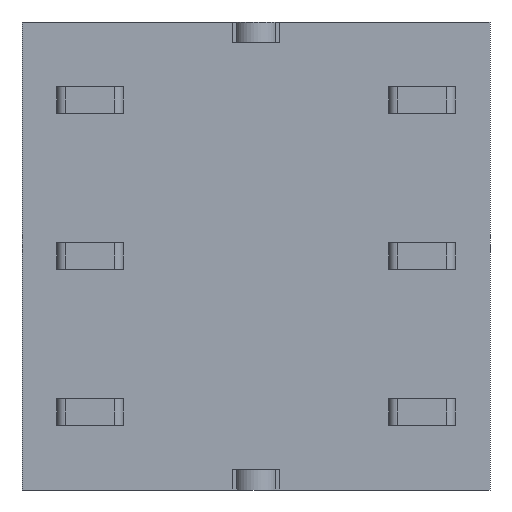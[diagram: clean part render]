
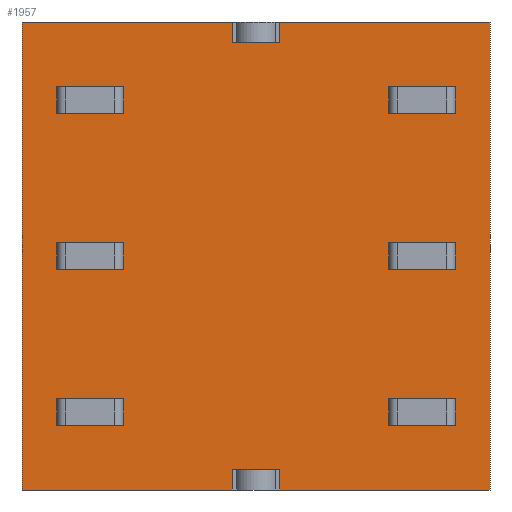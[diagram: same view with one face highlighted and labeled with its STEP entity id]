
A CAD part, front view. The second image highlights one B-rep face of the part: STEP entity #1957.
In plain terms, the highlighted planar face has unit normal (0, -1, 0).
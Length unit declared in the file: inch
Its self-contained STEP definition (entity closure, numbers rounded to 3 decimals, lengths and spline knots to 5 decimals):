
#13=FACE_BOUND($,#230,.T.);
#14=FACE_BOUND($,#231,.T.);
#15=FACE_BOUND($,#232,.T.);
#16=FACE_BOUND($,#233,.T.);
#17=FACE_BOUND($,#234,.T.);
#18=FACE_BOUND($,#235,.T.);
#125=FACE_OUTER_BOUND($,#229,.T.);
#229=EDGE_LOOP($,(#1363,#1364,#1365,#1366,#1367,#1368,#1369,#1370,#1371,
#1372,#1373,#1374));
#230=EDGE_LOOP($,(#1375,#1376,#1377,#1378));
#231=EDGE_LOOP($,(#1379,#1380,#1381,#1382));
#232=EDGE_LOOP($,(#1383,#1384,#1385,#1386));
#233=EDGE_LOOP($,(#1387,#1388,#1389,#1390));
#234=EDGE_LOOP($,(#1391,#1392,#1393,#1394));
#235=EDGE_LOOP($,(#1395,#1396,#1397,#1398));
#335=LINE($,#2758,#571);
#339=LINE($,#2767,#575);
#379=LINE($,#2849,#615);
#380=LINE($,#2852,#616);
#381=LINE($,#2854,#617);
#382=LINE($,#2856,#618);
#383=LINE($,#2858,#619);
#384=LINE($,#2860,#620);
#385=LINE($,#2862,#621);
#386=LINE($,#2864,#622);
#387=LINE($,#2866,#623);
#388=LINE($,#2867,#624);
#389=LINE($,#2870,#625);
#390=LINE($,#2872,#626);
#391=LINE($,#2874,#627);
#392=LINE($,#2875,#628);
#393=LINE($,#2878,#629);
#394=LINE($,#2880,#630);
#395=LINE($,#2882,#631);
#396=LINE($,#2883,#632);
#397=LINE($,#2886,#633);
#398=LINE($,#2888,#634);
#399=LINE($,#2890,#635);
#400=LINE($,#2891,#636);
#401=LINE($,#2894,#637);
#402=LINE($,#2896,#638);
#403=LINE($,#2898,#639);
#404=LINE($,#2899,#640);
#405=LINE($,#2902,#641);
#406=LINE($,#2904,#642);
#407=LINE($,#2906,#643);
#408=LINE($,#2907,#644);
#409=LINE($,#2910,#645);
#410=LINE($,#2912,#646);
#411=LINE($,#2914,#647);
#412=LINE($,#2915,#648);
#571=VECTOR($,#2208,0.024);
#575=VECTOR($,#2214,0.024);
#615=VECTOR($,#2286,0.056);
#616=VECTOR($,#2289,0.2495);
#617=VECTOR($,#2290,0.555);
#618=VECTOR($,#2291,0.2495);
#619=VECTOR($,#2292,0.024);
#620=VECTOR($,#2293,0.056);
#621=VECTOR($,#2294,0.024);
#622=VECTOR($,#2295,0.2495);
#623=VECTOR($,#2296,0.555);
#624=VECTOR($,#2297,0.2495);
#625=VECTOR($,#2298,0.079);
#626=VECTOR($,#2299,0.031);
#627=VECTOR($,#2300,0.079);
#628=VECTOR($,#2301,0.031);
#629=VECTOR($,#2302,0.079);
#630=VECTOR($,#2303,0.031);
#631=VECTOR($,#2304,0.079);
#632=VECTOR($,#2305,0.031);
#633=VECTOR($,#2306,0.079);
#634=VECTOR($,#2307,0.031);
#635=VECTOR($,#2308,0.079);
#636=VECTOR($,#2309,0.031);
#637=VECTOR($,#2310,0.079);
#638=VECTOR($,#2311,0.031);
#639=VECTOR($,#2312,0.079);
#640=VECTOR($,#2313,0.031);
#641=VECTOR($,#2314,0.079);
#642=VECTOR($,#2315,0.031);
#643=VECTOR($,#2316,0.079);
#644=VECTOR($,#2317,0.031);
#645=VECTOR($,#2318,0.079);
#646=VECTOR($,#2319,0.031);
#647=VECTOR($,#2320,0.079);
#648=VECTOR($,#2321,0.031);
#807=VERTEX_POINT($,#2756);
#808=VERTEX_POINT($,#2757);
#811=VERTEX_POINT($,#2765);
#812=VERTEX_POINT($,#2766);
#839=VERTEX_POINT($,#2851);
#840=VERTEX_POINT($,#2853);
#841=VERTEX_POINT($,#2855);
#842=VERTEX_POINT($,#2857);
#843=VERTEX_POINT($,#2859);
#844=VERTEX_POINT($,#2861);
#845=VERTEX_POINT($,#2863);
#846=VERTEX_POINT($,#2865);
#847=VERTEX_POINT($,#2868);
#848=VERTEX_POINT($,#2869);
#849=VERTEX_POINT($,#2871);
#850=VERTEX_POINT($,#2873);
#851=VERTEX_POINT($,#2876);
#852=VERTEX_POINT($,#2877);
#853=VERTEX_POINT($,#2879);
#854=VERTEX_POINT($,#2881);
#855=VERTEX_POINT($,#2884);
#856=VERTEX_POINT($,#2885);
#857=VERTEX_POINT($,#2887);
#858=VERTEX_POINT($,#2889);
#859=VERTEX_POINT($,#2892);
#860=VERTEX_POINT($,#2893);
#861=VERTEX_POINT($,#2895);
#862=VERTEX_POINT($,#2897);
#863=VERTEX_POINT($,#2900);
#864=VERTEX_POINT($,#2901);
#865=VERTEX_POINT($,#2903);
#866=VERTEX_POINT($,#2905);
#867=VERTEX_POINT($,#2908);
#868=VERTEX_POINT($,#2909);
#869=VERTEX_POINT($,#2911);
#870=VERTEX_POINT($,#2913);
#999=EDGE_CURVE($,#807,#808,#335,.T.);
#1003=EDGE_CURVE($,#811,#812,#339,.T.);
#1045=EDGE_CURVE($,#808,#811,#379,.T.);
#1046=EDGE_CURVE($,#839,#812,#380,.T.);
#1047=EDGE_CURVE($,#840,#839,#381,.T.);
#1048=EDGE_CURVE($,#841,#840,#382,.T.);
#1049=EDGE_CURVE($,#841,#842,#383,.T.);
#1050=EDGE_CURVE($,#842,#843,#384,.T.);
#1051=EDGE_CURVE($,#843,#844,#385,.T.);
#1052=EDGE_CURVE($,#845,#844,#386,.T.);
#1053=EDGE_CURVE($,#846,#845,#387,.T.);
#1054=EDGE_CURVE($,#807,#846,#388,.T.);
#1055=EDGE_CURVE($,#847,#848,#389,.T.);
#1056=EDGE_CURVE($,#848,#849,#390,.T.);
#1057=EDGE_CURVE($,#849,#850,#391,.T.);
#1058=EDGE_CURVE($,#850,#847,#392,.T.);
#1059=EDGE_CURVE($,#851,#852,#393,.T.);
#1060=EDGE_CURVE($,#852,#853,#394,.T.);
#1061=EDGE_CURVE($,#853,#854,#395,.T.);
#1062=EDGE_CURVE($,#854,#851,#396,.T.);
#1063=EDGE_CURVE($,#855,#856,#397,.T.);
#1064=EDGE_CURVE($,#856,#857,#398,.T.);
#1065=EDGE_CURVE($,#857,#858,#399,.T.);
#1066=EDGE_CURVE($,#858,#855,#400,.T.);
#1067=EDGE_CURVE($,#859,#860,#401,.T.);
#1068=EDGE_CURVE($,#860,#861,#402,.T.);
#1069=EDGE_CURVE($,#861,#862,#403,.T.);
#1070=EDGE_CURVE($,#862,#859,#404,.T.);
#1071=EDGE_CURVE($,#863,#864,#405,.T.);
#1072=EDGE_CURVE($,#864,#865,#406,.T.);
#1073=EDGE_CURVE($,#865,#866,#407,.T.);
#1074=EDGE_CURVE($,#866,#863,#408,.T.);
#1075=EDGE_CURVE($,#867,#868,#409,.T.);
#1076=EDGE_CURVE($,#868,#869,#410,.T.);
#1077=EDGE_CURVE($,#869,#870,#411,.T.);
#1078=EDGE_CURVE($,#870,#867,#412,.T.);
#1363=ORIENTED_EDGE($,*,*,#999,.T.);
#1364=ORIENTED_EDGE($,*,*,#1045,.T.);
#1365=ORIENTED_EDGE($,*,*,#1003,.T.);
#1366=ORIENTED_EDGE($,*,*,#1046,.F.);
#1367=ORIENTED_EDGE($,*,*,#1047,.F.);
#1368=ORIENTED_EDGE($,*,*,#1048,.F.);
#1369=ORIENTED_EDGE($,*,*,#1049,.T.);
#1370=ORIENTED_EDGE($,*,*,#1050,.T.);
#1371=ORIENTED_EDGE($,*,*,#1051,.T.);
#1372=ORIENTED_EDGE($,*,*,#1052,.F.);
#1373=ORIENTED_EDGE($,*,*,#1053,.F.);
#1374=ORIENTED_EDGE($,*,*,#1054,.F.);
#1375=ORIENTED_EDGE($,*,*,#1055,.T.);
#1376=ORIENTED_EDGE($,*,*,#1056,.T.);
#1377=ORIENTED_EDGE($,*,*,#1057,.T.);
#1378=ORIENTED_EDGE($,*,*,#1058,.T.);
#1379=ORIENTED_EDGE($,*,*,#1059,.T.);
#1380=ORIENTED_EDGE($,*,*,#1060,.T.);
#1381=ORIENTED_EDGE($,*,*,#1061,.T.);
#1382=ORIENTED_EDGE($,*,*,#1062,.T.);
#1383=ORIENTED_EDGE($,*,*,#1063,.T.);
#1384=ORIENTED_EDGE($,*,*,#1064,.T.);
#1385=ORIENTED_EDGE($,*,*,#1065,.T.);
#1386=ORIENTED_EDGE($,*,*,#1066,.T.);
#1387=ORIENTED_EDGE($,*,*,#1067,.T.);
#1388=ORIENTED_EDGE($,*,*,#1068,.T.);
#1389=ORIENTED_EDGE($,*,*,#1069,.T.);
#1390=ORIENTED_EDGE($,*,*,#1070,.T.);
#1391=ORIENTED_EDGE($,*,*,#1071,.T.);
#1392=ORIENTED_EDGE($,*,*,#1072,.T.);
#1393=ORIENTED_EDGE($,*,*,#1073,.T.);
#1394=ORIENTED_EDGE($,*,*,#1074,.T.);
#1395=ORIENTED_EDGE($,*,*,#1075,.T.);
#1396=ORIENTED_EDGE($,*,*,#1076,.T.);
#1397=ORIENTED_EDGE($,*,*,#1077,.T.);
#1398=ORIENTED_EDGE($,*,*,#1078,.T.);
#1878=PLANE($,#2066);
#1957=ADVANCED_FACE($,(#125,#13,#14,#15,#16,#17,#18),#1878,.F.);
#2066=AXIS2_PLACEMENT_3D($,#2850,#2287,#2288);
#2208=DIRECTION($,(0.,0.,1.));
#2214=DIRECTION($,(0.,0.,-1.));
#2286=DIRECTION($,(1.,0.,0.));
#2287=DIRECTION('center_axis',(0.,1.,0.));
#2288=DIRECTION('ref_axis',(0.,0.,1.));
#2289=DIRECTION($,(-1.,0.,0.));
#2290=DIRECTION($,(0.,0.,-1.));
#2291=DIRECTION($,(1.,0.,0.));
#2292=DIRECTION($,(0.,0.,-1.));
#2293=DIRECTION($,(-1.,0.,0.));
#2294=DIRECTION($,(0.,0.,1.));
#2295=DIRECTION($,(1.,0.,0.));
#2296=DIRECTION($,(0.,0.,1.));
#2297=DIRECTION($,(-1.,0.,0.));
#2298=DIRECTION($,(-1.,0.,0.));
#2299=DIRECTION($,(0.,0.,1.));
#2300=DIRECTION($,(1.,0.,0.));
#2301=DIRECTION($,(0.,0.,-1.));
#2302=DIRECTION($,(-1.,0.,0.));
#2303=DIRECTION($,(0.,0.,1.));
#2304=DIRECTION($,(1.,0.,0.));
#2305=DIRECTION($,(0.,0.,-1.));
#2306=DIRECTION($,(-1.,0.,0.));
#2307=DIRECTION($,(0.,0.,1.));
#2308=DIRECTION($,(1.,0.,0.));
#2309=DIRECTION($,(0.,0.,-1.));
#2310=DIRECTION($,(-1.,0.,0.));
#2311=DIRECTION($,(0.,0.,1.));
#2312=DIRECTION($,(1.,0.,0.));
#2313=DIRECTION($,(0.,0.,-1.));
#2314=DIRECTION($,(-1.,0.,0.));
#2315=DIRECTION($,(0.,0.,1.));
#2316=DIRECTION($,(1.,0.,0.));
#2317=DIRECTION($,(0.,0.,-1.));
#2318=DIRECTION($,(-1.,0.,0.));
#2319=DIRECTION($,(0.,0.,1.));
#2320=DIRECTION($,(1.,0.,0.));
#2321=DIRECTION($,(0.,0.,-1.));
#2756=CARTESIAN_POINT('',(-0.028,0.,-0.2775));
#2757=CARTESIAN_POINT('',(-0.028,0.,-0.2535));
#2758=CARTESIAN_POINT($,(-0.028,0.,-0.13875));
#2765=CARTESIAN_POINT('',(0.028,0.,-0.2535));
#2766=CARTESIAN_POINT('',(0.028,0.,-0.2775));
#2767=CARTESIAN_POINT($,(0.028,0.,-0.13875));
#2849=CARTESIAN_POINT($,(0.,0.,-0.2535));
#2850=CARTESIAN_POINT('Origin',(0.,0.,0.));
#2851=CARTESIAN_POINT('',(0.2775,0.,-0.2775));
#2852=CARTESIAN_POINT($,(0.2775,0.,-0.2775));
#2853=CARTESIAN_POINT('',(0.2775,0.,0.2775));
#2854=CARTESIAN_POINT($,(0.2775,0.,0.2775));
#2855=CARTESIAN_POINT('',(0.028,0.,0.2775));
#2856=CARTESIAN_POINT($,(-0.2775,0.,0.2775));
#2857=CARTESIAN_POINT('',(0.028,0.,0.2535));
#2858=CARTESIAN_POINT($,(0.028,0.,0.13875));
#2859=CARTESIAN_POINT('',(-0.028,0.,0.2535));
#2860=CARTESIAN_POINT($,(0.,0.,0.2535));
#2861=CARTESIAN_POINT('',(-0.028,0.,0.2775));
#2862=CARTESIAN_POINT($,(-0.028,0.,0.13875));
#2863=CARTESIAN_POINT('',(-0.2775,0.,0.2775));
#2864=CARTESIAN_POINT($,(-0.2775,0.,0.2775));
#2865=CARTESIAN_POINT('',(-0.2775,0.,-0.2775));
#2866=CARTESIAN_POINT($,(-0.2775,0.,-0.2775));
#2867=CARTESIAN_POINT($,(0.2775,0.,-0.2775));
#2868=CARTESIAN_POINT('',(0.2365,0.,-0.0155));
#2869=CARTESIAN_POINT('',(0.1575,0.,-0.0155));
#2870=CARTESIAN_POINT($,(0.0985,0.,-0.0155));
#2871=CARTESIAN_POINT('',(0.1575,0.,0.0155));
#2872=CARTESIAN_POINT($,(0.1575,0.,0.));
#2873=CARTESIAN_POINT('',(0.2365,0.,0.0155));
#2874=CARTESIAN_POINT($,(0.0985,0.,0.0155));
#2875=CARTESIAN_POINT($,(0.2365,0.,0.));
#2876=CARTESIAN_POINT('',(-0.1575,0.,-0.0155));
#2877=CARTESIAN_POINT('',(-0.2365,0.,-0.0155));
#2878=CARTESIAN_POINT($,(-0.0985,0.,-0.0155));
#2879=CARTESIAN_POINT('',(-0.2365,0.,0.0155));
#2880=CARTESIAN_POINT($,(-0.2365,0.,0.));
#2881=CARTESIAN_POINT('',(-0.1575,0.,0.0155));
#2882=CARTESIAN_POINT($,(-0.0985,0.,0.0155));
#2883=CARTESIAN_POINT($,(-0.1575,0.,0.));
#2884=CARTESIAN_POINT('',(0.2365,0.,-0.2005));
#2885=CARTESIAN_POINT('',(0.1575,0.,-0.2005));
#2886=CARTESIAN_POINT($,(0.0985,0.,-0.2005));
#2887=CARTESIAN_POINT('',(0.1575,0.,-0.1695));
#2888=CARTESIAN_POINT($,(0.1575,0.,-0.0925));
#2889=CARTESIAN_POINT('',(0.2365,0.,-0.1695));
#2890=CARTESIAN_POINT($,(0.0985,0.,-0.1695));
#2891=CARTESIAN_POINT($,(0.2365,0.,-0.0925));
#2892=CARTESIAN_POINT('',(-0.1575,0.,-0.2005));
#2893=CARTESIAN_POINT('',(-0.2365,0.,-0.2005));
#2894=CARTESIAN_POINT($,(-0.0985,0.,-0.2005));
#2895=CARTESIAN_POINT('',(-0.2365,0.,-0.1695));
#2896=CARTESIAN_POINT($,(-0.2365,0.,-0.0925));
#2897=CARTESIAN_POINT('',(-0.1575,0.,-0.1695));
#2898=CARTESIAN_POINT($,(-0.0985,0.,-0.1695));
#2899=CARTESIAN_POINT($,(-0.1575,0.,-0.0925));
#2900=CARTESIAN_POINT('',(0.2365,0.,0.1695));
#2901=CARTESIAN_POINT('',(0.1575,0.,0.1695));
#2902=CARTESIAN_POINT($,(0.0985,0.,0.1695));
#2903=CARTESIAN_POINT('',(0.1575,0.,0.2005));
#2904=CARTESIAN_POINT($,(0.1575,0.,0.0925));
#2905=CARTESIAN_POINT('',(0.2365,0.,0.2005));
#2906=CARTESIAN_POINT($,(0.0985,0.,0.2005));
#2907=CARTESIAN_POINT($,(0.2365,0.,0.0925));
#2908=CARTESIAN_POINT('',(-0.1575,0.,0.1695));
#2909=CARTESIAN_POINT('',(-0.2365,0.,0.1695));
#2910=CARTESIAN_POINT($,(-0.0985,0.,0.1695));
#2911=CARTESIAN_POINT('',(-0.2365,0.,0.2005));
#2912=CARTESIAN_POINT($,(-0.2365,0.,0.0925));
#2913=CARTESIAN_POINT('',(-0.1575,0.,0.2005));
#2914=CARTESIAN_POINT($,(-0.0985,0.,0.2005));
#2915=CARTESIAN_POINT($,(-0.1575,0.,0.0925));
